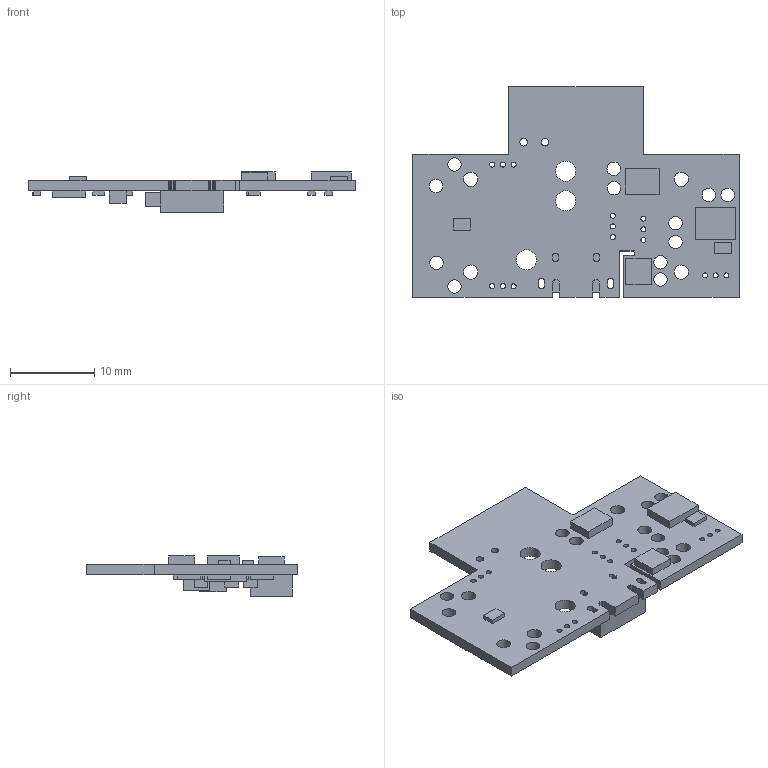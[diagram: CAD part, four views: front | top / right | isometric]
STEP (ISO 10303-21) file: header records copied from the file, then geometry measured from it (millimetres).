
FILE_DESCRIPTION(('Open CASCADE Model'),'2;1');
FILE_NAME('Open CASCADE Shape Model','2014-05-13T09:53:33',('Author'),( 'Open CASCADE'),'Open CASCADE STEP processor 6.2','Open CASCADE 6.2' ,'Unknown');
FILE_SCHEMA(('AUTOMOTIVE_DESIGN { 1 0 10303 214 1 1 1 1 }'));
Length unit declared in the file: millimetre
Products named in the file (54): PCB; Board; P9; 60456416; Extruded; U5; 60455904; U3; 60456544; U2; 60456160; U1; 60456288; R2; 60455776; R1; 60457184; L1; 60456672; FB1; 736337056; C8; 60457312; C9; 60457440; C7; C5; C4; C3; 60456800; C2; C1; U6; 60456928; U7; 60457056; L2; R3; R4; R5 ...
Assembly tree (63 placements, depth 4):
  PCB
    Board
    P9
      60456416
        Extruded
    U5
      60455904
        Extruded
    U3
      60456544
        Extruded
    U2
      60456160
        Extruded
    U1
      60456288
        Extruded
    R2
      60455776
        Extruded
    R1
      60457184
        Extruded
    L1
      60456672
        Extruded
    FB1
      736337056
        Extruded
    C8
      60457312
        Extruded
    C9
      60457440
        Extruded
    C7
      60457312
        Extruded
    C5
      60457440
        Extruded
    C4
      60457440
        Extruded
    C3
      60456800
        Extruded
    C2
      60457312
        Extruded
    C1
      60457440
        Extruded
    U6
      60456928
        Extruded
    U7
      60457056
        Extruded
    L2
Bounding box: 38.7 x 25 x 4.75 mm (x, y, z)
Volume: 1113.1 mm3; surface area: 2378.5 mm2
Topology: 25 solids, 25 shells, 241 faces, 597 edges, 394 vertices
Faces by surface type: plane 197, cylinder 44
Full cylindrical faces by diameter (mm): 0.6 x15, 0.9 x2, 1.6 x12, 1.7 x4, 2.4 x3
Entity records: 12856 total; most frequent: CARTESIAN_POINT 2434, DIRECTION 1849, LINE 1183, VECTOR 1183, ORIENTED_EDGE 906, PCURVE 906, DEFINITIONAL_REPRESENTATION 906, EDGE_CURVE 453
